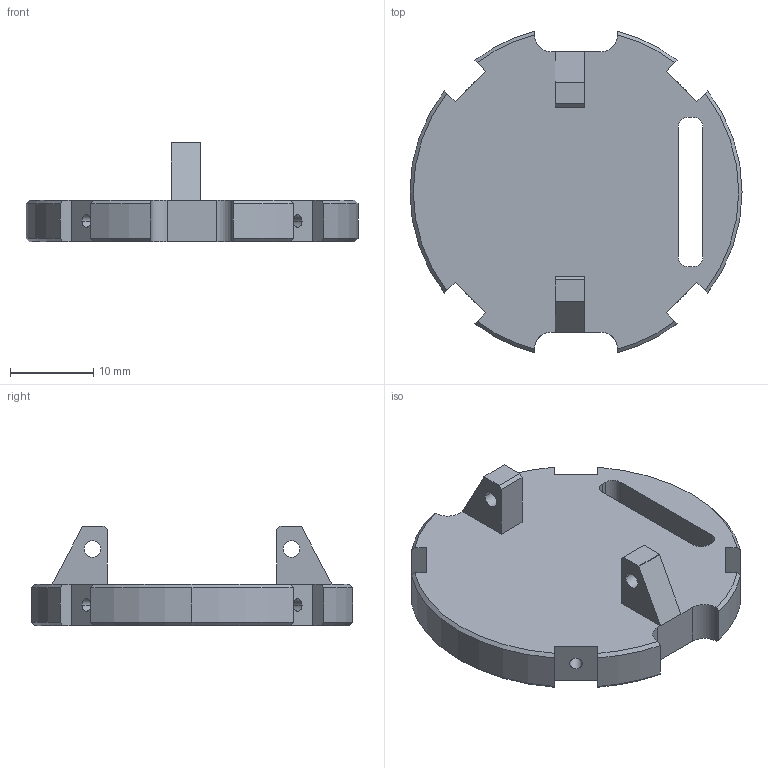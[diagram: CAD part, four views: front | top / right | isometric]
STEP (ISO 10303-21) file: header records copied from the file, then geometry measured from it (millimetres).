
FILE_DESCRIPTION(('CATIA V5 STEP Exchange'),'2;1');
FILE_NAME('bague servo.stp','2018-06-07T18:29:49+00:00',('none'),('none'),'CATIA Version 5 Release 21 GA (IN-10)','CATIA V5 STEP AP203','none');
FILE_SCHEMA(('CONFIG_CONTROL_DESIGN'));
Length unit declared in the file: millimetre
Products named in the file (1): bague servo
Bounding box: 40 x 38.73 x 12 mm (x, y, z)
Volume: 5708.3 mm3; surface area: 3445.1 mm2
Topology: 1 solids, 1 shells, 82 faces, 228 edges, 152 vertices
Faces by surface type: plane 42, cylinder 28, cone 12
Entity records: 2584 total; most frequent: CARTESIAN_POINT 541, ORIENTED_EDGE 456, DIRECTION 332, EDGE_CURVE 228, VERTEX_POINT 152, AXIS2_PLACEMENT_3D 137, VECTOR 132, LINE 132
